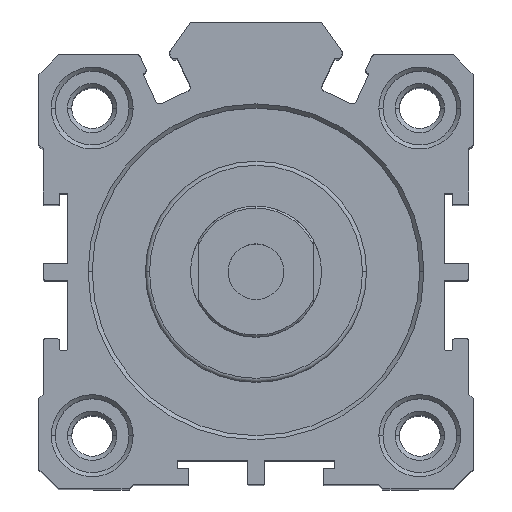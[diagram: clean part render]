
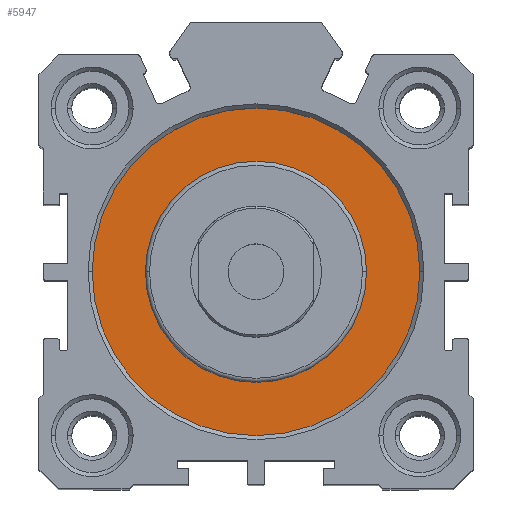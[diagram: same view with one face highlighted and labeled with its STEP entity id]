
A CAD part, top view. The second image highlights one B-rep face of the part: STEP entity #5947.
In plain terms, the highlighted planar face has unit normal (0, 0, 1).
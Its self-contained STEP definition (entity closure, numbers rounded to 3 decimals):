
#54 = DIRECTION ( 'NONE',  ( 0., 0., 1. ) ) ;
#529 = EDGE_CURVE ( 'NONE', #2933, #6001, #3934, .T. ) ;
#817 = AXIS2_PLACEMENT_3D ( 'NONE', #6556, #2855, #7191 ) ;
#862 = ORIENTED_EDGE ( 'NONE', *, *, #529, .T. ) ;
#1179 = PLANE ( 'NONE',  #1180 ) ;
#1180 = AXIS2_PLACEMENT_3D ( 'NONE', #4843, #5500, #1785 ) ;
#1503 = CARTESIAN_POINT ( 'NONE',  ( 0., 0., 36.2 ) ) ;
#1785 = DIRECTION ( 'NONE',  ( 1., 0., 0. ) ) ;
#1994 = VERTEX_POINT ( 'NONE', #4721 ) ;
#2110 = DIRECTION ( 'NONE',  ( 1., 0., 0. ) ) ;
#2304 = CIRCLE ( 'NONE', #7394, 13.5 ) ;
#2420 = AXIS2_PLACEMENT_3D ( 'NONE', #3449, #7789, #4075 ) ;
#2855 = DIRECTION ( 'NONE',  ( 0., 0., 1. ) ) ;
#2933 = VERTEX_POINT ( 'NONE', #3467 ) ;
#3251 = AXIS2_PLACEMENT_3D ( 'NONE', #3733, #54, #4356 ) ;
#3449 = CARTESIAN_POINT ( 'NONE',  ( 0., 0., 36.2 ) ) ;
#3467 = CARTESIAN_POINT ( 'NONE',  ( -20., 0., 36.2 ) ) ;
#3602 = EDGE_LOOP ( 'NONE', ( #7761, #5015 ) ) ;
#3625 = FACE_OUTER_BOUND ( 'NONE', #4531, .T. ) ;
#3731 = VERTEX_POINT ( 'NONE', #6050 ) ;
#3733 = CARTESIAN_POINT ( 'NONE',  ( 0., 0., 36.2 ) ) ;
#3934 = CIRCLE ( 'NONE', #2420, 20. ) ;
#4075 = DIRECTION ( 'NONE',  ( 1., 0., 0. ) ) ;
#4110 = EDGE_CURVE ( 'NONE', #3731, #1994, #2304, .T. ) ;
#4302 = CARTESIAN_POINT ( 'NONE',  ( 20., 0., 36.2 ) ) ;
#4356 = DIRECTION ( 'NONE',  ( 1., 0., 0. ) ) ;
#4531 = EDGE_LOOP ( 'NONE', ( #6612, #862 ) ) ;
#4689 = CIRCLE ( 'NONE', #3251, 20. ) ;
#4721 = CARTESIAN_POINT ( 'NONE',  ( -13.5, 0., 36.2 ) ) ;
#4843 = CARTESIAN_POINT ( 'NONE',  ( 0., 0., 36.2 ) ) ;
#5015 = ORIENTED_EDGE ( 'NONE', *, *, #4110, .F. ) ;
#5145 = EDGE_CURVE ( 'NONE', #1994, #3731, #7814, .T. ) ;
#5500 = DIRECTION ( 'NONE',  ( 0., 0., 1. ) ) ;
#5825 = DIRECTION ( 'NONE',  ( 0., 0., 1. ) ) ;
#5947 = ADVANCED_FACE ( 'NONE', ( #6725, #3625 ), #1179, .T. ) ;
#6001 = VERTEX_POINT ( 'NONE', #4302 ) ;
#6027 = EDGE_CURVE ( 'NONE', #6001, #2933, #4689, .T. ) ;
#6050 = CARTESIAN_POINT ( 'NONE',  ( 13.5, 0., 36.2 ) ) ;
#6556 = CARTESIAN_POINT ( 'NONE',  ( 0., 0., 36.2 ) ) ;
#6612 = ORIENTED_EDGE ( 'NONE', *, *, #6027, .T. ) ;
#6725 = FACE_BOUND ( 'NONE', #3602, .T. ) ;
#7191 = DIRECTION ( 'NONE',  ( 1., 0., 0. ) ) ;
#7394 = AXIS2_PLACEMENT_3D ( 'NONE', #1503, #5825, #2110 ) ;
#7761 = ORIENTED_EDGE ( 'NONE', *, *, #5145, .F. ) ;
#7789 = DIRECTION ( 'NONE',  ( 0., 0., 1. ) ) ;
#7814 = CIRCLE ( 'NONE', #817, 13.5 ) ;
